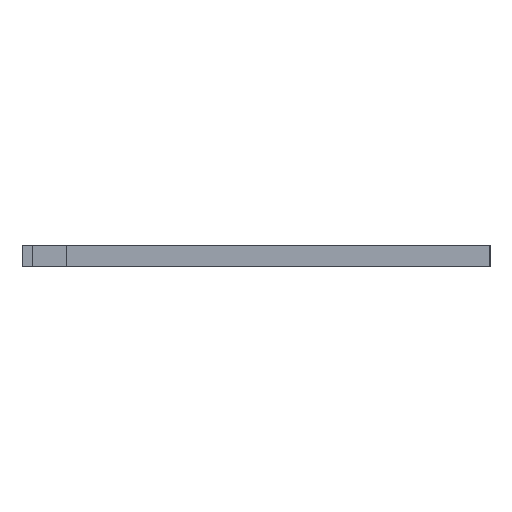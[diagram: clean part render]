
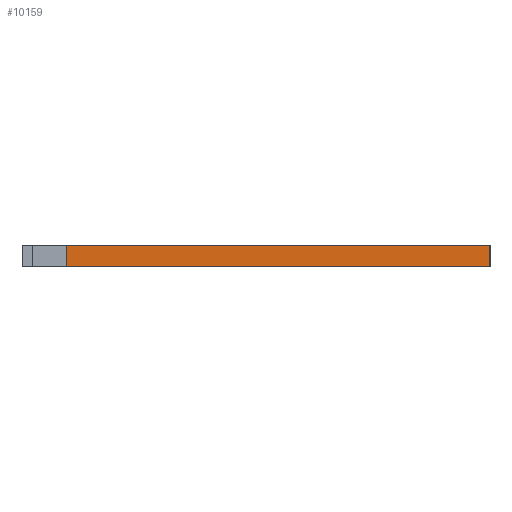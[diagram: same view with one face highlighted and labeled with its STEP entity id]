
A CAD part, left-side view. The second image highlights one B-rep face of the part: STEP entity #10159.
In plain terms, the highlighted planar face has unit normal (-1, 0, 0).
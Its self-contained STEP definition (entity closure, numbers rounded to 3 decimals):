
#417 = EDGE_CURVE ( 'NONE', #13500, #955, #11270, .T. ) ;
#955 = VERTEX_POINT ( 'NONE', #2932 ) ;
#1194 = VECTOR ( 'NONE', #4417, 1000. ) ;
#1424 = VECTOR ( 'NONE', #7094, 1000. ) ;
#2135 = EDGE_CURVE ( 'NONE', #12366, #13500, #14339, .T. ) ;
#2824 = VECTOR ( 'NONE', #10165, 1000. ) ;
#2932 = CARTESIAN_POINT ( 'NONE',  ( -2.3, -2.3, 0. ) ) ;
#3469 = ORIENTED_EDGE ( 'NONE', *, *, #13282, .T. ) ;
#4203 = CARTESIAN_POINT ( 'NONE',  ( -2.3, 91.504, -4.8 ) ) ;
#4417 = DIRECTION ( 'NONE',  ( 0., 0., 1. ) ) ;
#5235 = ORIENTED_EDGE ( 'NONE', *, *, #2135, .F. ) ;
#5644 = CARTESIAN_POINT ( 'NONE',  ( -2.3, 0., 0. ) ) ;
#6081 = FACE_OUTER_BOUND ( 'NONE', #8025, .T. ) ;
#6783 = CARTESIAN_POINT ( 'NONE',  ( -2.3, -2.3, -4.8 ) ) ;
#7069 = CARTESIAN_POINT ( 'NONE',  ( -2.3, 0., -4.8 ) ) ;
#7071 = ORIENTED_EDGE ( 'NONE', *, *, #417, .F. ) ;
#7084 = EDGE_CURVE ( 'NONE', #7433, #955, #7905, .T. ) ;
#7094 = DIRECTION ( 'NONE',  ( 0., 0., 1. ) ) ;
#7266 = DIRECTION ( 'NONE',  ( 0., 0., 1. ) ) ;
#7433 = VERTEX_POINT ( 'NONE', #6783 ) ;
#7733 = CARTESIAN_POINT ( 'NONE',  ( -2.3, 91.504, -4.8 ) ) ;
#7905 = LINE ( 'NONE', #12427, #1424 ) ;
#8025 = EDGE_LOOP ( 'NONE', ( #7071, #5235, #3469, #13205 ) ) ;
#8231 = DIRECTION ( 'NONE',  ( -1., 0., 0. ) ) ;
#10159 = ADVANCED_FACE ( 'NONE', ( #6081 ), #10454, .T. ) ;
#10165 = DIRECTION ( 'NONE',  ( 0., -1., 0. ) ) ;
#10454 = PLANE ( 'NONE',  #14639 ) ;
#10677 = CARTESIAN_POINT ( 'NONE',  ( -2.3, 0., -4.8 ) ) ;
#10777 = VECTOR ( 'NONE', #14191, 1000. ) ;
#11270 = LINE ( 'NONE', #5644, #2824 ) ;
#12366 = VERTEX_POINT ( 'NONE', #4203 ) ;
#12427 = CARTESIAN_POINT ( 'NONE',  ( -2.3, -2.3, -4.8 ) ) ;
#13205 = ORIENTED_EDGE ( 'NONE', *, *, #7084, .T. ) ;
#13282 = EDGE_CURVE ( 'NONE', #12366, #7433, #13966, .T. ) ;
#13500 = VERTEX_POINT ( 'NONE', #13728 ) ;
#13728 = CARTESIAN_POINT ( 'NONE',  ( -2.3, 91.504, 0. ) ) ;
#13966 = LINE ( 'NONE', #7069, #10777 ) ;
#14191 = DIRECTION ( 'NONE',  ( 0., -1., 0. ) ) ;
#14339 = LINE ( 'NONE', #7733, #1194 ) ;
#14639 = AXIS2_PLACEMENT_3D ( 'NONE', #10677, #8231, #7266 ) ;
